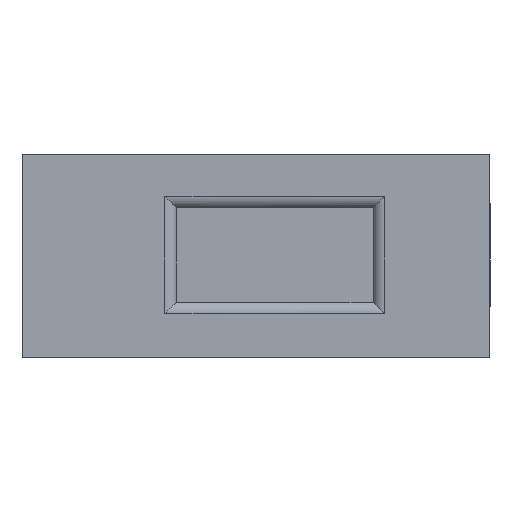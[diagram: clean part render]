
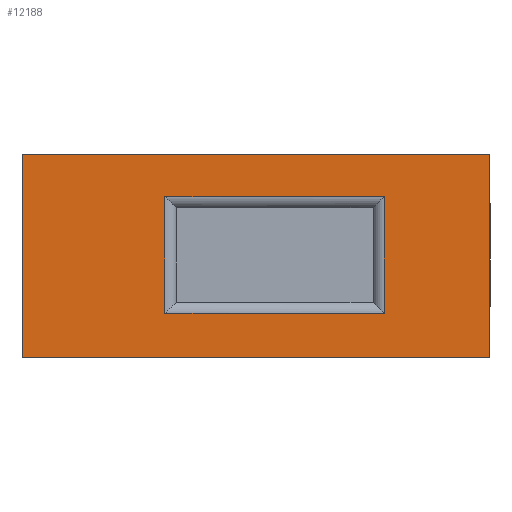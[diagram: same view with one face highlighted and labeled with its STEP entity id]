
A CAD part, left-side view. The second image highlights one B-rep face of the part: STEP entity #12188.
In plain terms, the highlighted planar face has unit normal (-1, 0, 0).
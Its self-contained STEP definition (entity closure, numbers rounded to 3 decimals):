
#165 = DIRECTION ( 'NONE',  ( 0., 1., 0. ) ) ;
#274 = VECTOR ( 'NONE', #16502, 1000. ) ;
#877 = AXIS2_PLACEMENT_3D ( 'NONE', #9928, #25122, #27410 ) ;
#1021 = CARTESIAN_POINT ( 'NONE',  ( -89.892, -59.767, -48.9 ) ) ;
#2420 = PLANE ( 'NONE',  #877 ) ;
#2578 = ORIENTED_EDGE ( 'NONE', *, *, #9366, .F. ) ;
#2670 = LINE ( 'NONE', #2839, #9799 ) ;
#2839 = CARTESIAN_POINT ( 'NONE',  ( -89.892, -59.767, 0.6 ) ) ;
#3551 = LINE ( 'NONE', #23948, #20939 ) ;
#3678 = VERTEX_POINT ( 'NONE', #12492 ) ;
#5398 = CARTESIAN_POINT ( 'NONE',  ( -89.892, 52.533, -38.15 ) ) ;
#6652 = EDGE_CURVE ( 'NONE', #22405, #23481, #29900, .T. ) ;
#7957 = CARTESIAN_POINT ( 'NONE',  ( -89.892, 19.482, 0.6 ) ) ;
#9326 = ORIENTED_EDGE ( 'NONE', *, *, #31237, .T. ) ;
#9366 = EDGE_CURVE ( 'NONE', #11436, #3678, #17843, .T. ) ;
#9799 = VECTOR ( 'NONE', #29939, 1000. ) ;
#9928 = CARTESIAN_POINT ( 'NONE',  ( -89.892, 52.533, 0.6 ) ) ;
#10252 = DIRECTION ( 'NONE',  ( 0., 0., 1. ) ) ;
#10655 = ORIENTED_EDGE ( 'NONE', *, *, #6652, .T. ) ;
#11436 = VERTEX_POINT ( 'NONE', #27092 ) ;
#11777 = ORIENTED_EDGE ( 'NONE', *, *, #15563, .T. ) ;
#11778 = EDGE_CURVE ( 'NONE', #30249, #11436, #2670, .T. ) ;
#12188 = ADVANCED_FACE ( 'NONE', ( #14510, #27577 ), #2420, .F. ) ;
#12486 = CARTESIAN_POINT ( 'NONE',  ( -89.892, -59.767, 0.6 ) ) ;
#12492 = CARTESIAN_POINT ( 'NONE',  ( -89.892, 54.333, -48.9 ) ) ;
#13565 = LINE ( 'NONE', #28919, #274 ) ;
#14157 = LINE ( 'NONE', #24289, #23622 ) ;
#14510 = FACE_OUTER_BOUND ( 'NONE', #16792, .T. ) ;
#15502 = VERTEX_POINT ( 'NONE', #28323 ) ;
#15528 = VECTOR ( 'NONE', #10252, 1000. ) ;
#15563 = EDGE_CURVE ( 'NONE', #23481, #15502, #20418, .T. ) ;
#16276 = DIRECTION ( 'NONE',  ( 0., -1., 0. ) ) ;
#16464 = VECTOR ( 'NONE', #165, 1000. ) ;
#16502 = DIRECTION ( 'NONE',  ( 0., 0., 1. ) ) ;
#16719 = ORIENTED_EDGE ( 'NONE', *, *, #25442, .F. ) ;
#16792 = EDGE_LOOP ( 'NONE', ( #18540, #16719, #2578, #31480 ) ) ;
#17843 = LINE ( 'NONE', #1021, #31705 ) ;
#18540 = ORIENTED_EDGE ( 'NONE', *, *, #29942, .F. ) ;
#20418 = LINE ( 'NONE', #5398, #16464 ) ;
#20786 = DIRECTION ( 'NONE',  ( 0., 1., 0. ) ) ;
#20939 = VECTOR ( 'NONE', #16276, 1000. ) ;
#21404 = EDGE_CURVE ( 'NONE', #15502, #31825, #27564, .T. ) ;
#22112 = EDGE_LOOP ( 'NONE', ( #10655, #11777, #28093, #9326 ) ) ;
#22221 = VECTOR ( 'NONE', #29739, 1000. ) ;
#22405 = VERTEX_POINT ( 'NONE', #28626 ) ;
#23481 = VERTEX_POINT ( 'NONE', #28993 ) ;
#23622 = VECTOR ( 'NONE', #31793, 1000. ) ;
#23948 = CARTESIAN_POINT ( 'NONE',  ( -89.892, 52.533, 0.6 ) ) ;
#24289 = CARTESIAN_POINT ( 'NONE',  ( -89.892, 52.533, -9.65 ) ) ;
#25122 = DIRECTION ( 'NONE',  ( 1., 0., 0. ) ) ;
#25442 = EDGE_CURVE ( 'NONE', #3678, #27039, #13565, .T. ) ;
#26311 = CARTESIAN_POINT ( 'NONE',  ( -89.892, 19.482, -9.65 ) ) ;
#27039 = VERTEX_POINT ( 'NONE', #30032 ) ;
#27092 = CARTESIAN_POINT ( 'NONE',  ( -89.892, -59.767, -48.9 ) ) ;
#27293 = CARTESIAN_POINT ( 'NONE',  ( -89.892, -34.017, 0.6 ) ) ;
#27410 = DIRECTION ( 'NONE',  ( 0., 1., 0. ) ) ;
#27564 = LINE ( 'NONE', #7957, #15528 ) ;
#27577 = FACE_BOUND ( 'NONE', #22112, .T. ) ;
#28093 = ORIENTED_EDGE ( 'NONE', *, *, #21404, .T. ) ;
#28323 = CARTESIAN_POINT ( 'NONE',  ( -89.892, 19.482, -38.15 ) ) ;
#28626 = CARTESIAN_POINT ( 'NONE',  ( -89.892, -34.017, -9.65 ) ) ;
#28919 = CARTESIAN_POINT ( 'NONE',  ( -89.892, 54.333, -48.9 ) ) ;
#28993 = CARTESIAN_POINT ( 'NONE',  ( -89.892, -34.017, -38.15 ) ) ;
#29739 = DIRECTION ( 'NONE',  ( 0., 0., -1. ) ) ;
#29900 = LINE ( 'NONE', #27293, #22221 ) ;
#29939 = DIRECTION ( 'NONE',  ( 0., 0., -1. ) ) ;
#29942 = EDGE_CURVE ( 'NONE', #27039, #30249, #3551, .T. ) ;
#30032 = CARTESIAN_POINT ( 'NONE',  ( -89.892, 54.333, 0.6 ) ) ;
#30249 = VERTEX_POINT ( 'NONE', #12486 ) ;
#31237 = EDGE_CURVE ( 'NONE', #31825, #22405, #14157, .T. ) ;
#31480 = ORIENTED_EDGE ( 'NONE', *, *, #11778, .F. ) ;
#31705 = VECTOR ( 'NONE', #20786, 1000. ) ;
#31793 = DIRECTION ( 'NONE',  ( 0., -1., 0. ) ) ;
#31825 = VERTEX_POINT ( 'NONE', #26311 ) ;
